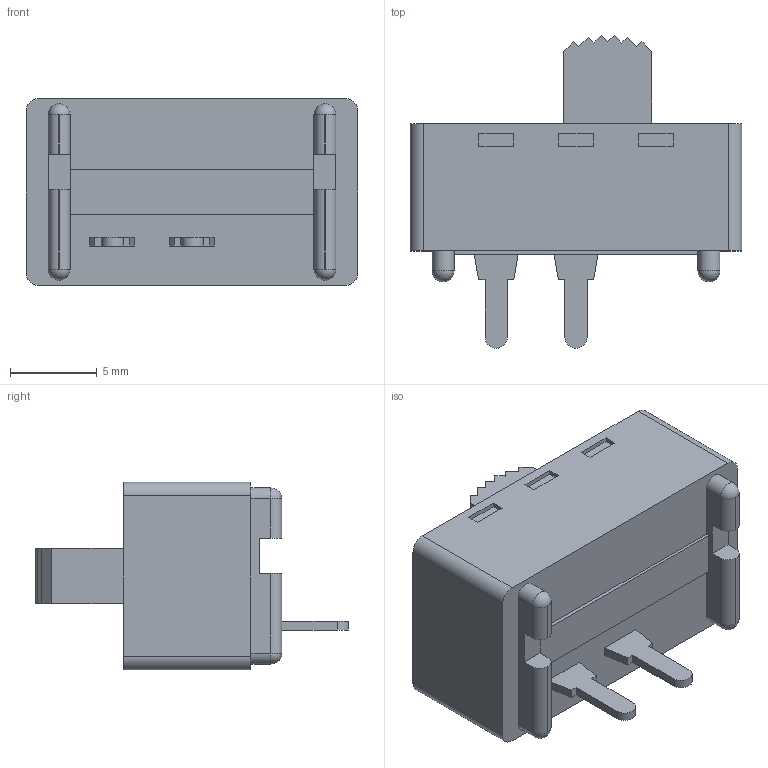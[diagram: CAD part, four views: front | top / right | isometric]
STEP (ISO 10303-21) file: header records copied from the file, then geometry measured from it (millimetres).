
FILE_DESCRIPTION (( 'STEP AP214' ), '1' );
FILE_NAME ('L101011MS02Q.STEP', '2021-06-15T11:47:46', ( '' ), ( '' ), 'SwSTEP 2.0', 'SolidWorks 2018', '' );
FILE_SCHEMA (( 'AUTOMOTIVE_DESIGN' ));
Length unit declared in the file: millimetre
Products named in the file (2): L101011MS02Q
Bounding box: 19.1 x 18.01 x 10.79 mm (x, y, z)
Volume: 1582.9 mm3; surface area: 1071.4 mm2
Topology: 3 solids, 3 shells, 122 faces, 311 edges, 204 vertices
Faces by surface type: plane 96, cylinder 22, torus 4
Entity records: 5053 total; most frequent: CARTESIAN_POINT 642, ORIENTED_EDGE 622, DIRECTION 606, EDGE_CURVE 311, VECTOR 262, LINE 262, VERTEX_POINT 204, AXIS2_PLACEMENT_3D 172
